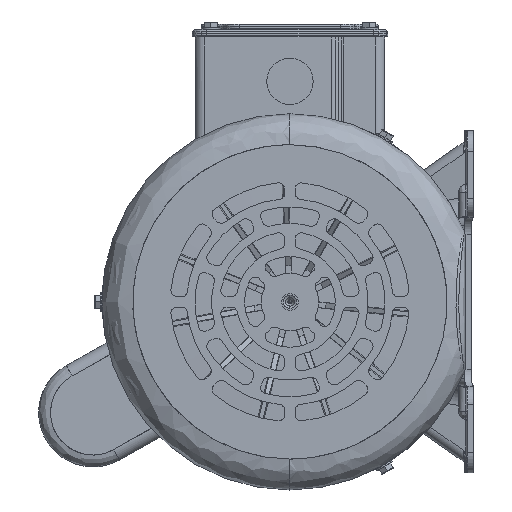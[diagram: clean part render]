
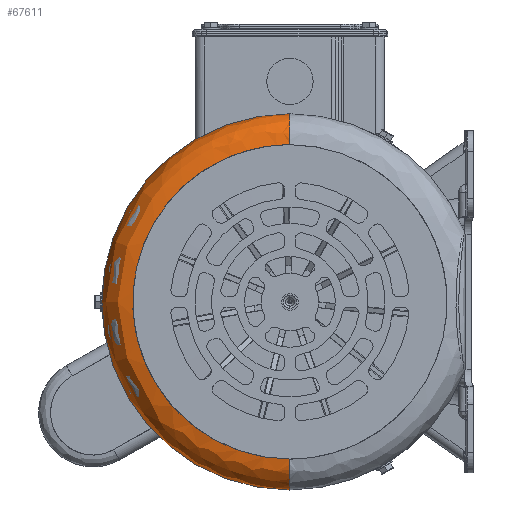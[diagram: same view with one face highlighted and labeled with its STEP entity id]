
A CAD part, left-side view. The second image highlights one B-rep face of the part: STEP entity #67611.
In plain terms, the highlighted free-form (B-spline) face has degree [3, 3] with [4, 4] control points.
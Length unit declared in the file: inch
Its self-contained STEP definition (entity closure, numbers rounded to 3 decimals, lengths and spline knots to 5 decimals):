
#1970 = ORIENTED_EDGE ( 'NONE', *, *, #64719, .T. ) ;
#2074 = CARTESIAN_POINT ( 'NONE',  ( -5.74803, 6.69581, 3.34791 ) ) ;
#8245 =( BOUNDED_CURVE ( )  B_SPLINE_CURVE ( 3, ( #36328, #26138, #116912, #56685 ),
 .UNSPECIFIED., .F., .T. ) 
 B_SPLINE_CURVE_WITH_KNOTS ( ( 4, 4 ),
 ( 0., 1. ),
 .UNSPECIFIED. ) 
 CURVE ( )  GEOMETRIC_REPRESENTATION_ITEM ( )  RATIONAL_B_SPLINE_CURVE ( ( 1., 0.333, 0.333, 1. ) ) 
 REPRESENTATION_ITEM ( '' )  );
#8314 = DIRECTION ( 'NONE',  ( 0., 0., -1. ) ) ;
#8524 = EDGE_LOOP ( 'NONE', ( #109224, #1970, #127728, #109503 ) ) ;
#10924 = EDGE_CURVE ( 'NONE', #56935, #42026, #101346, .T. ) ;
#12205 = CARTESIAN_POINT ( 'NONE',  ( -5.74803, 0., -3.34791 ) ) ;
#19750 = DIRECTION ( 'NONE',  ( -1., 0., 0. ) ) ;
#20210 = CARTESIAN_POINT ( 'NONE',  ( -5.74803, 0., 3.00197 ) ) ;
#20479 = DIRECTION ( 'NONE',  ( 0., 1., 0. ) ) ;
#22370 = CARTESIAN_POINT ( 'NONE',  ( -5.50342, 7.18504, 3.59252 ) ) ;
#26138 = CARTESIAN_POINT ( 'NONE',  ( -5.74803, 6.00394, -3.00197 ) ) ;
#32546 = CARTESIAN_POINT ( 'NONE',  ( -5.50342, 0., -3.59252 ) ) ;
#36328 = CARTESIAN_POINT ( 'NONE',  ( -5.74803, 0., -3.00197 ) ) ;
#37047 = AXIS2_PLACEMENT_3D ( 'NONE', #80362, #19750, #90474 ) ;
#42026 = VERTEX_POINT ( 'NONE', #88454 ) ;
#42318 = CARTESIAN_POINT ( 'NONE',  ( -5.74803, 6.00394, 3.00197 ) ) ;
#42764 = CARTESIAN_POINT ( 'NONE',  ( -5.15748, 7.18504, 3.59252 ) ) ;
#48040 = AXIS2_PLACEMENT_3D ( 'NONE', #129080, #68920, #8314 ) ;
#52457 = CARTESIAN_POINT ( 'NONE',  ( -5.74803, 6.00394, -3.00197 ) ) ;
#52897 = CARTESIAN_POINT ( 'NONE',  ( -5.15748, 0., -3.59252 ) ) ;
#54781 = VERTEX_POINT ( 'NONE', #62923 ) ;
#56685 = CARTESIAN_POINT ( 'NONE',  ( -5.74803, 0., 3.00197 ) ) ;
#56935 = VERTEX_POINT ( 'NONE', #59890 ) ;
#57411 = AXIS2_PLACEMENT_3D ( 'NONE', #81081, #20479, #91168 ) ;
#59890 = CARTESIAN_POINT ( 'NONE',  ( -5.15748, 0., 3.59252 ) ) ;
#60071 =( BOUNDED_SURFACE ( )  B_SPLINE_SURFACE ( 3, 3, ( 
 ( #20210, #42318, #52457, #122856 ),
 ( #62653, #2074, #72818, #12205 ),
 ( #83005, #22370, #93041, #32546 ),
 ( #103154, #42764, #113181, #52897 ) ),
 .UNSPECIFIED., .F., .F., .F. ) 
 B_SPLINE_SURFACE_WITH_KNOTS ( ( 4, 4 ),
 ( 4, 4 ),
 ( 0., 1. ),
 ( 0., 1. ),
 .UNSPECIFIED. ) 
 GEOMETRIC_REPRESENTATION_ITEM ( )  RATIONAL_B_SPLINE_SURFACE ( (
 ( 1., 0.333, 0.333, 1.),
 ( 0.805, 0.268, 0.268, 0.805),
 ( 0.805, 0.268, 0.268, 0.805),
 ( 1., 0.333, 0.333, 1.) ) ) 
 REPRESENTATION_ITEM ( '' )  SURFACE ( )  );
#61790 = CIRCLE ( 'NONE', #57411, 0.59055 ) ;
#62653 = CARTESIAN_POINT ( 'NONE',  ( -5.74803, 0., 3.34791 ) ) ;
#62923 = CARTESIAN_POINT ( 'NONE',  ( -5.74803, 0., 3.00197 ) ) ;
#64719 = EDGE_CURVE ( 'NONE', #82380, #54781, #8245, .T. ) ;
#67611 = ADVANCED_FACE ( 'NONE', ( #70114 ), #60071, .T. ) ;
#68920 = DIRECTION ( 'NONE',  ( 0., -1., 0. ) ) ;
#70114 = FACE_OUTER_BOUND ( 'NONE', #8524, .T. ) ;
#72818 = CARTESIAN_POINT ( 'NONE',  ( -5.74803, 6.69581, -3.34791 ) ) ;
#80362 = CARTESIAN_POINT ( 'NONE',  ( -5.15748, 0., 0. ) ) ;
#81081 = CARTESIAN_POINT ( 'NONE',  ( -5.15748, 0., 3.00197 ) ) ;
#82380 = VERTEX_POINT ( 'NONE', #109475 ) ;
#83005 = CARTESIAN_POINT ( 'NONE',  ( -5.50342, 0., 3.59252 ) ) ;
#86440 = EDGE_CURVE ( 'NONE', #54781, #56935, #61790, .T. ) ;
#88454 = CARTESIAN_POINT ( 'NONE',  ( -5.15748, 0., -3.59252 ) ) ;
#90474 = DIRECTION ( 'NONE',  ( 0., 0., 1. ) ) ;
#91168 = DIRECTION ( 'NONE',  ( 0., 0., 1. ) ) ;
#93041 = CARTESIAN_POINT ( 'NONE',  ( -5.50342, 7.18504, -3.59252 ) ) ;
#97166 = EDGE_CURVE ( 'NONE', #82380, #42026, #115342, .T. ) ;
#101346 = CIRCLE ( 'NONE', #37047, 3.59252 ) ;
#103154 = CARTESIAN_POINT ( 'NONE',  ( -5.15748, 0., 3.59252 ) ) ;
#109224 = ORIENTED_EDGE ( 'NONE', *, *, #97166, .F. ) ;
#109475 = CARTESIAN_POINT ( 'NONE',  ( -5.74803, 0., -3.00197 ) ) ;
#109503 = ORIENTED_EDGE ( 'NONE', *, *, #10924, .T. ) ;
#113181 = CARTESIAN_POINT ( 'NONE',  ( -5.15748, 7.18504, -3.59252 ) ) ;
#115342 = CIRCLE ( 'NONE', #48040, 0.59055 ) ;
#116912 = CARTESIAN_POINT ( 'NONE',  ( -5.74803, 6.00394, 3.00197 ) ) ;
#122856 = CARTESIAN_POINT ( 'NONE',  ( -5.74803, 0., -3.00197 ) ) ;
#127728 = ORIENTED_EDGE ( 'NONE', *, *, #86440, .T. ) ;
#129080 = CARTESIAN_POINT ( 'NONE',  ( -5.15748, 0., -3.00197 ) ) ;
